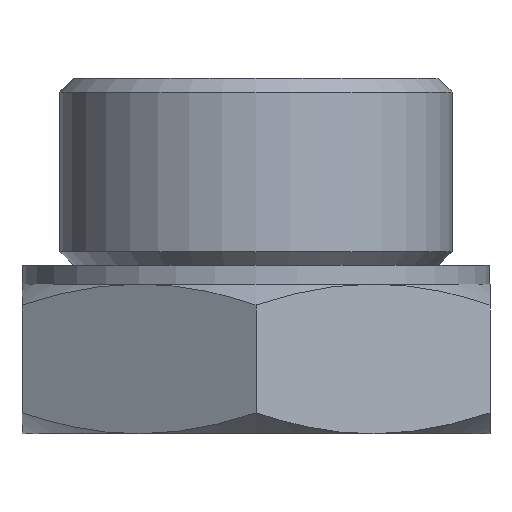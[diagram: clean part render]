
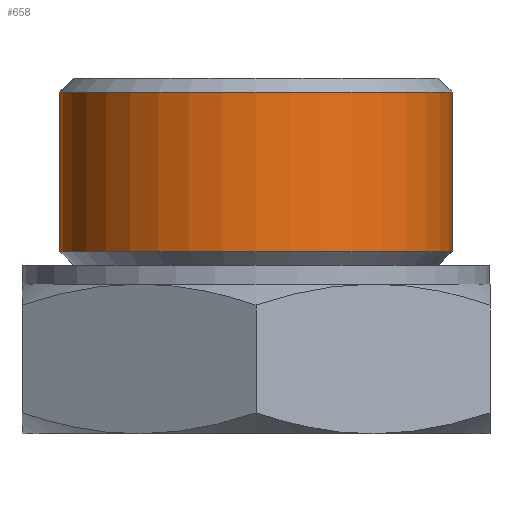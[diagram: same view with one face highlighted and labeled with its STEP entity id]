
A CAD part, front view. The second image highlights one B-rep face of the part: STEP entity #658.
In plain terms, the highlighted cylindrical face has radius 20.955 mm (diameter 41.91 mm), a full revolution.
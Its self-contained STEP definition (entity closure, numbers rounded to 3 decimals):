
#37=CYLINDRICAL_SURFACE('',#720,20.955);
#61=CIRCLE('',#692,20.955);
#74=CIRCLE('',#719,20.955);
#147=ORIENTED_EDGE('',*,*,#216,.T.);
#148=ORIENTED_EDGE('',*,*,#233,.F.);
#216=EDGE_CURVE('',#263,#263,#61,.T.);
#233=EDGE_CURVE('',#276,#276,#74,.T.);
#263=VERTEX_POINT('',#982);
#276=VERTEX_POINT('',#1040);
#339=EDGE_LOOP('',(#147));
#340=EDGE_LOOP('',(#148));
#385=FACE_BOUND('',#339,.T.);
#386=FACE_BOUND('',#340,.T.);
#658=ADVANCED_FACE('',(#385,#386),#37,.T.);
#692=AXIS2_PLACEMENT_3D('',#981,#773,#774);
#719=AXIS2_PLACEMENT_3D('',#1039,#827,#828);
#720=AXIS2_PLACEMENT_3D('',#1041,#829,#830);
#773=DIRECTION('',(0.,0.,-1.));
#774=DIRECTION('',(-1.,0.,0.));
#827=DIRECTION('',(0.,0.,-1.));
#828=DIRECTION('',(-1.,0.,0.));
#829=DIRECTION('',(0.,0.,-1.));
#830=DIRECTION('',(-1.,0.,0.));
#981=CARTESIAN_POINT('',(0.,0.,18.521));
#982=CARTESIAN_POINT('',(-20.955,0.,18.521));
#1039=CARTESIAN_POINT('',(0.,0.,1.479));
#1040=CARTESIAN_POINT('',(-20.955,0.,1.479));
#1041=CARTESIAN_POINT('',(0.,0.,-1.998));
